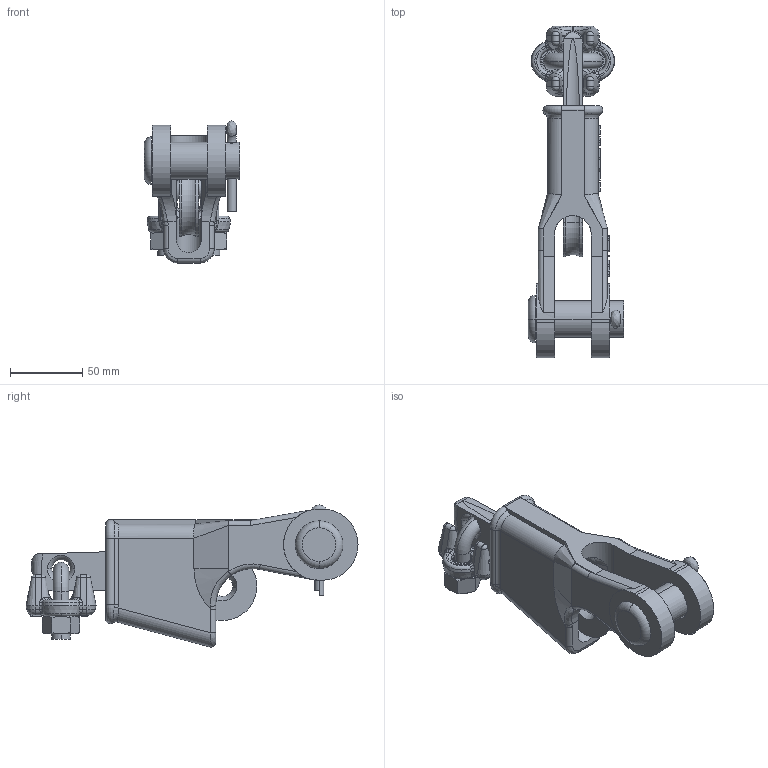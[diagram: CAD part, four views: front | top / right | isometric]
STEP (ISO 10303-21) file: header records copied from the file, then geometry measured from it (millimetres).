
FILE_DESCRIPTION((''),'2;1');
FILE_NAME('CROSBY_421T_0_50_1035009','2008-09-08T',('Alan Doughty'),('The Crosby Group, Inc.'),'PRO/ENGINEER BY PARAMETRIC TECHNOLOGY CORPORATION, 2005070','PRO/ENGINEER BY PARAMETRIC TECHNOLOGY CORPORATION, 2005070','');
FILE_SCHEMA(('CONFIG_CONTROL_DESIGN'));
Length unit declared in the file: inch
Products named in the file (1): CROSBY_421T_0_50_1035009
Bounding box: 65.94 x 229.95 x 98.41 mm (x, y, z)
Volume: 349343.1 mm3; surface area: 92029.8 mm2
Topology: 5 solids, 5 shells, 763 faces, 1937 edges, 1199 vertices
Faces by surface type: plane 335, cylinder 158, bspline 99, torus 82, cone 44, extrusion 37, sphere 8
Entity records: 29711 total; most frequent: CARTESIAN_POINT 12041, ORIENTED_EDGE 3858, DIRECTION 3398, EDGE_CURVE 1929, VERTEX_POINT 1199, AXIS2_PLACEMENT_3D 1181, VECTOR 1036, LINE 999
